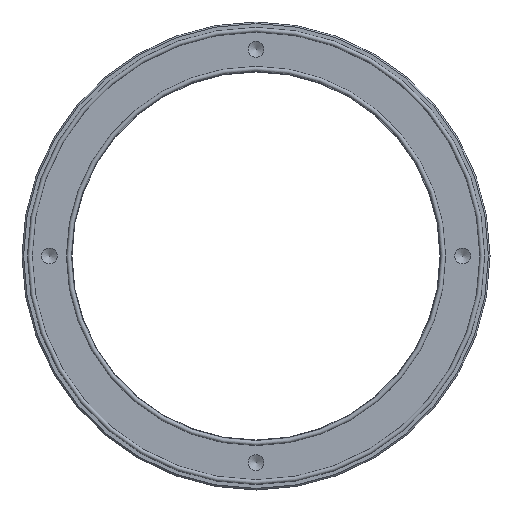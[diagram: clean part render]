
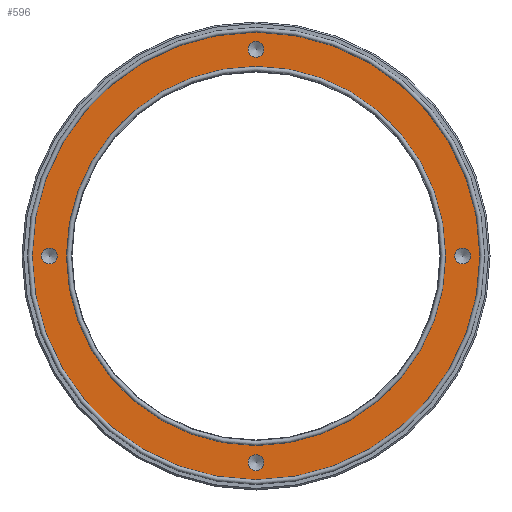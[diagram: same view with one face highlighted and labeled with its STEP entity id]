
A CAD part, left-side view. The second image highlights one B-rep face of the part: STEP entity #596.
In plain terms, the highlighted planar face has unit normal (-1, 0, 0).
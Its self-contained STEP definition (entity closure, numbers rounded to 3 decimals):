
#4 = CARTESIAN_POINT ( 'NONE',  ( -50., 132.5, 5.1 ) ) ;
#10 = EDGE_LOOP ( 'NONE', ( #447 ) ) ;
#26 = AXIS2_PLACEMENT_3D ( 'NONE', #205, #364, #632 ) ;
#53 = FACE_BOUND ( 'NONE', #166, .T. ) ;
#55 = CARTESIAN_POINT ( 'NONE',  ( -50., 0., 0. ) ) ;
#56 = AXIS2_PLACEMENT_3D ( 'NONE', #194, #572, #514 ) ;
#62 = CARTESIAN_POINT ( 'NONE',  ( -50., 0., -127.4 ) ) ;
#75 = DIRECTION ( 'NONE',  ( -1., 0., 0. ) ) ;
#79 = ORIENTED_EDGE ( 'NONE', *, *, #576, .F. ) ;
#101 = FACE_BOUND ( 'NONE', #277, .T. ) ;
#109 = CIRCLE ( 'NONE', #148, 5.1 ) ;
#111 = VERTEX_POINT ( 'NONE', #272 ) ;
#129 = EDGE_LOOP ( 'NONE', ( #300 ) ) ;
#135 = CIRCLE ( 'NONE', #375, 5.1 ) ;
#148 = AXIS2_PLACEMENT_3D ( 'NONE', #307, #685, #208 ) ;
#152 = EDGE_CURVE ( 'NONE', #602, #602, #109, .T. ) ;
#163 = AXIS2_PLACEMENT_3D ( 'NONE', #211, #256, #459 ) ;
#166 = EDGE_LOOP ( 'NONE', ( #250 ) ) ;
#167 = VERTEX_POINT ( 'NONE', #382 ) ;
#194 = CARTESIAN_POINT ( 'NONE',  ( -50., 0., 132.5 ) ) ;
#196 = ORIENTED_EDGE ( 'NONE', *, *, #542, .F. ) ;
#201 = DIRECTION ( 'NONE',  ( 1., 0., 0. ) ) ;
#205 = CARTESIAN_POINT ( 'NONE',  ( -50., 0., 0. ) ) ;
#208 = DIRECTION ( 'NONE',  ( 0., 0., 1. ) ) ;
#211 = CARTESIAN_POINT ( 'NONE',  ( -50., 150., 0. ) ) ;
#215 = EDGE_CURVE ( 'NONE', #111, #111, #413, .T. ) ;
#250 = ORIENTED_EDGE ( 'NONE', *, *, #152, .F. ) ;
#256 = DIRECTION ( 'NONE',  ( -1., 0., 0. ) ) ;
#269 = CIRCLE ( 'NONE', #26, 121.5 ) ;
#272 = CARTESIAN_POINT ( 'NONE',  ( -50., -132.5, 5.1 ) ) ;
#277 = EDGE_LOOP ( 'NONE', ( #295 ) ) ;
#283 = VERTEX_POINT ( 'NONE', #488 ) ;
#288 = DIRECTION ( 'NONE',  ( 0., 0., 1. ) ) ;
#295 = ORIENTED_EDGE ( 'NONE', *, *, #650, .F. ) ;
#298 = EDGE_LOOP ( 'NONE', ( #79 ) ) ;
#300 = ORIENTED_EDGE ( 'NONE', *, *, #215, .F. ) ;
#306 = FACE_OUTER_BOUND ( 'NONE', #298, .T. ) ;
#307 = CARTESIAN_POINT ( 'NONE',  ( -50., 132.5, 0. ) ) ;
#310 = PLANE ( 'NONE',  #163 ) ;
#319 = FACE_BOUND ( 'NONE', #10, .T. ) ;
#356 = CIRCLE ( 'NONE', #564, 143.5 ) ;
#364 = DIRECTION ( 'NONE',  ( -1., 0., 0. ) ) ;
#367 = FACE_BOUND ( 'NONE', #129, .T. ) ;
#375 = AXIS2_PLACEMENT_3D ( 'NONE', #512, #400, #288 ) ;
#382 = CARTESIAN_POINT ( 'NONE',  ( -50., 0., 137.6 ) ) ;
#396 = CARTESIAN_POINT ( 'NONE',  ( -50., 0., 121.5 ) ) ;
#400 = DIRECTION ( 'NONE',  ( -1., 0., 0. ) ) ;
#413 = CIRCLE ( 'NONE', #484, 5.1 ) ;
#443 = DIRECTION ( 'NONE',  ( 0., 0., 1. ) ) ;
#447 = ORIENTED_EDGE ( 'NONE', *, *, #519, .F. ) ;
#457 = FACE_BOUND ( 'NONE', #554, .T. ) ;
#459 = DIRECTION ( 'NONE',  ( 0., 0., 1. ) ) ;
#484 = AXIS2_PLACEMENT_3D ( 'NONE', #489, #75, #443 ) ;
#488 = CARTESIAN_POINT ( 'NONE',  ( -50., 0., -143.5 ) ) ;
#489 = CARTESIAN_POINT ( 'NONE',  ( -50., -132.5, 0. ) ) ;
#512 = CARTESIAN_POINT ( 'NONE',  ( -50., 0., -132.5 ) ) ;
#514 = DIRECTION ( 'NONE',  ( 0., 0., 1. ) ) ;
#519 = EDGE_CURVE ( 'NONE', #643, #643, #135, .T. ) ;
#542 = EDGE_CURVE ( 'NONE', #167, #167, #551, .T. ) ;
#551 = CIRCLE ( 'NONE', #56, 5.1 ) ;
#554 = EDGE_LOOP ( 'NONE', ( #196 ) ) ;
#564 = AXIS2_PLACEMENT_3D ( 'NONE', #55, #201, #689 ) ;
#572 = DIRECTION ( 'NONE',  ( -1., 0., 0. ) ) ;
#576 = EDGE_CURVE ( 'NONE', #283, #283, #356, .T. ) ;
#596 = ADVANCED_FACE ( 'NONE', ( #319, #53, #457, #367, #306, #101 ), #310, .T. ) ;
#602 = VERTEX_POINT ( 'NONE', #4 ) ;
#632 = DIRECTION ( 'NONE',  ( 0., 0., 1. ) ) ;
#643 = VERTEX_POINT ( 'NONE', #62 ) ;
#650 = EDGE_CURVE ( 'NONE', #675, #675, #269, .T. ) ;
#675 = VERTEX_POINT ( 'NONE', #396 ) ;
#685 = DIRECTION ( 'NONE',  ( -1., 0., 0. ) ) ;
#689 = DIRECTION ( 'NONE',  ( 0., 0., -1. ) ) ;
